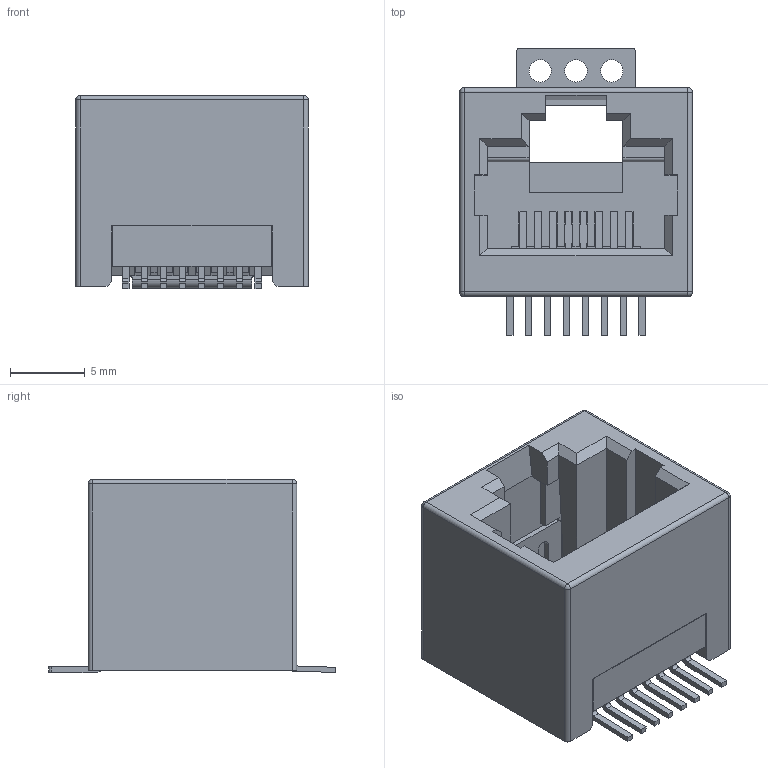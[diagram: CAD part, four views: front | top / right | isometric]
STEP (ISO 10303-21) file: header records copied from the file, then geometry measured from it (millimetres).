
FILE_DESCRIPTION((''),'2;1');
FILE_NAME('1052-208012_RJ45_8P8C_SMT-_','2019-10-22T',('Administrator'),(''),'PRO/ENGINEER BY PARAMETRIC TECHNOLOGY CORPORATION, 2008380','PRO/ENGINEER BY PARAMETRIC TECHNOLOGY CORPORATION, 2008380','');
FILE_SCHEMA(('CONFIG_CONTROL_DESIGN'));
Length unit declared in the file: millimetre
Products named in the file (1): 1052-208012_RJ45_8P8C_SMT-_
Bounding box: 15.6 x 19.25 x 12.95 mm (x, y, z)
Volume: 1385.1 mm3; surface area: 2250.7 mm2
Topology: 1 solids, 1 shells, 463 faces, 1320 edges, 858 vertices
Faces by surface type: plane 348, cylinder 111, sphere 4
Entity records: 14938 total; most frequent: CARTESIAN_POINT 2637, ORIENTED_EDGE 2632, DIRECTION 2464, EDGE_CURVE 1316, VECTOR 1094, LINE 1094, VERTEX_POINT 858, AXIS2_PLACEMENT_3D 685
